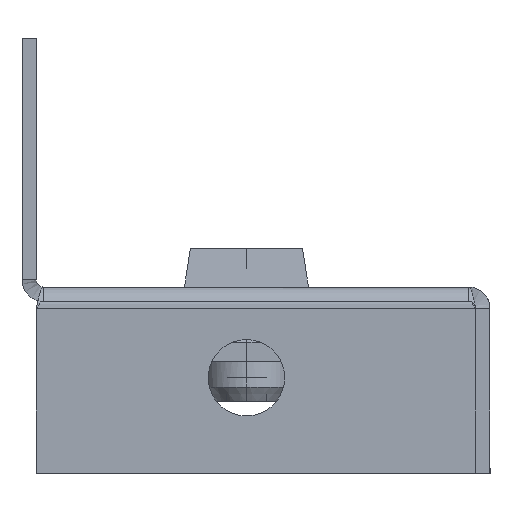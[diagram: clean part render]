
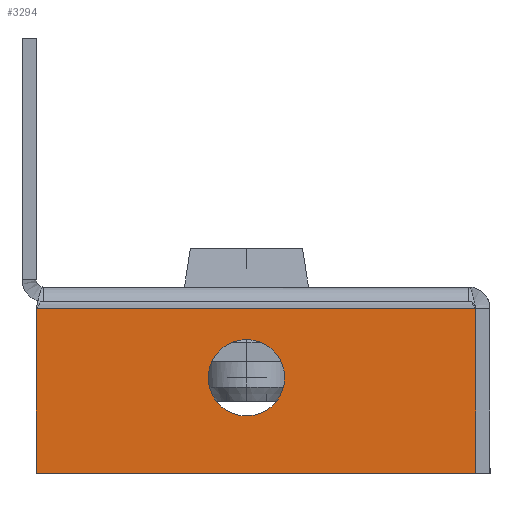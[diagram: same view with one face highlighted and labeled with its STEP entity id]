
A CAD part, left-side view. The second image highlights one B-rep face of the part: STEP entity #3294.
In plain terms, the highlighted planar face has unit normal (-1, 0, 0).
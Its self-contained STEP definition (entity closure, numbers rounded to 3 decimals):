
#4 = VERTEX_POINT ( 'NONE', #4357 ) ;
#120 = VERTEX_POINT ( 'NONE', #4325 ) ;
#134 = VERTEX_POINT ( 'NONE', #4316 ) ;
#141 = VERTEX_POINT ( 'NONE', #4312 ) ;
#288 = EDGE_LOOP ( 'NONE', ( #599, #598 ) ) ;
#293 = EDGE_LOOP ( 'NONE', ( #603, #602, #601, #600 ) ) ;
#598 = ORIENTED_EDGE ( 'NONE', *, *, #1134, .T. ) ;
#599 = ORIENTED_EDGE ( 'NONE', *, *, #1101, .T. ) ;
#600 = ORIENTED_EDGE ( 'NONE', *, *, #1133, .F. ) ;
#601 = ORIENTED_EDGE ( 'NONE', *, *, #1132, .F. ) ;
#602 = ORIENTED_EDGE ( 'NONE', *, *, #1131, .T. ) ;
#603 = ORIENTED_EDGE ( 'NONE', *, *, #1130, .T. ) ;
#868 = VERTEX_POINT ( 'NONE', #4205 ) ;
#879 = VERTEX_POINT ( 'NONE', #4215 ) ;
#1101 = EDGE_CURVE ( 'NONE', #141, #134, #1375, .T. ) ;
#1130 = EDGE_CURVE ( 'NONE', #868, #879, #1658, .T. ) ;
#1131 = EDGE_CURVE ( 'NONE', #879, #4, #1656, .T. ) ;
#1132 = EDGE_CURVE ( 'NONE', #120, #4, #1229, .T. ) ;
#1133 = EDGE_CURVE ( 'NONE', #868, #120, #1245, .T. ) ;
#1134 = EDGE_CURVE ( 'NONE', #134, #141, #1376, .T. ) ;
#1229 = LINE ( 'NONE', #3396, #1378 ) ;
#1245 = LINE ( 'NONE', #3404, #1371 ) ;
#1339 = VECTOR ( 'NONE', #3397, 1000. ) ;
#1368 = VECTOR ( 'NONE', #3398, 1000. ) ;
#1371 = VECTOR ( 'NONE', #3393, 1000. ) ;
#1375 = CIRCLE ( 'NONE', #3874, 4. ) ;
#1376 = CIRCLE ( 'NONE', #3875, 4. ) ;
#1378 = VECTOR ( 'NONE', #3394, 1000. ) ;
#1501 = FACE_BOUND ( 'NONE', #288, .T. ) ;
#1505 = FACE_OUTER_BOUND ( 'NONE', #293, .T. ) ;
#1656 = LINE ( 'NONE', #3407, #1339 ) ;
#1658 = LINE ( 'NONE', #3400, #1368 ) ;
#2962 = DIRECTION ( 'NONE',  ( 1., 0., 0. ) ) ;
#2963 = CARTESIAN_POINT ( 'NONE',  ( -332.5, -22.25, 0. ) ) ;
#2965 = DIRECTION ( 'NONE',  ( 0., 0., -1. ) ) ;
#2969 = PLANE ( 'NONE',  #3142 ) ;
#3142 = AXIS2_PLACEMENT_3D ( 'NONE', #2963, #2962, #2965 ) ;
#3294 = ADVANCED_FACE ( 'NONE', ( #1505, #1501 ), #2969, .F. ) ;
#3388 = DIRECTION ( 'NONE',  ( 0., 0., 1. ) ) ;
#3389 = DIRECTION ( 'NONE',  ( 1., 0., 0. ) ) ;
#3390 = CARTESIAN_POINT ( 'NONE',  ( -332.5, 1., -8. ) ) ;
#3393 = DIRECTION ( 'NONE',  ( 0., -1., 0. ) ) ;
#3394 = DIRECTION ( 'NONE',  ( 0., 0., -1. ) ) ;
#3396 = CARTESIAN_POINT ( 'NONE',  ( -332.5, -23., -0.75 ) ) ;
#3397 = DIRECTION ( 'NONE',  ( 0., -1., 0. ) ) ;
#3398 = DIRECTION ( 'NONE',  ( 0., 0., -1. ) ) ;
#3400 = CARTESIAN_POINT ( 'NONE',  ( -332.5, 23., -0.75 ) ) ;
#3404 = CARTESIAN_POINT ( 'NONE',  ( -332.5, -46.049, -0.75 ) ) ;
#3407 = CARTESIAN_POINT ( 'NONE',  ( -332.5, -22.25, -18. ) ) ;
#3737 = DIRECTION ( 'NONE',  ( 0., 0., 1. ) ) ;
#3738 = DIRECTION ( 'NONE',  ( 1., 0., 0. ) ) ;
#3739 = CARTESIAN_POINT ( 'NONE',  ( -332.5, 1., -8. ) ) ;
#3874 = AXIS2_PLACEMENT_3D ( 'NONE', #3739, #3738, #3737 ) ;
#3875 = AXIS2_PLACEMENT_3D ( 'NONE', #3390, #3389, #3388 ) ;
#4205 = CARTESIAN_POINT ( 'NONE',  ( -332.5, 23., -0.75 ) ) ;
#4215 = CARTESIAN_POINT ( 'NONE',  ( -332.5, 23., -18. ) ) ;
#4312 = CARTESIAN_POINT ( 'NONE',  ( -332.5, 1., -4. ) ) ;
#4316 = CARTESIAN_POINT ( 'NONE',  ( -332.5, 1., -12. ) ) ;
#4325 = CARTESIAN_POINT ( 'NONE',  ( -332.5, -23., -0.75 ) ) ;
#4357 = CARTESIAN_POINT ( 'NONE',  ( -332.5, -23., -18. ) ) ;
